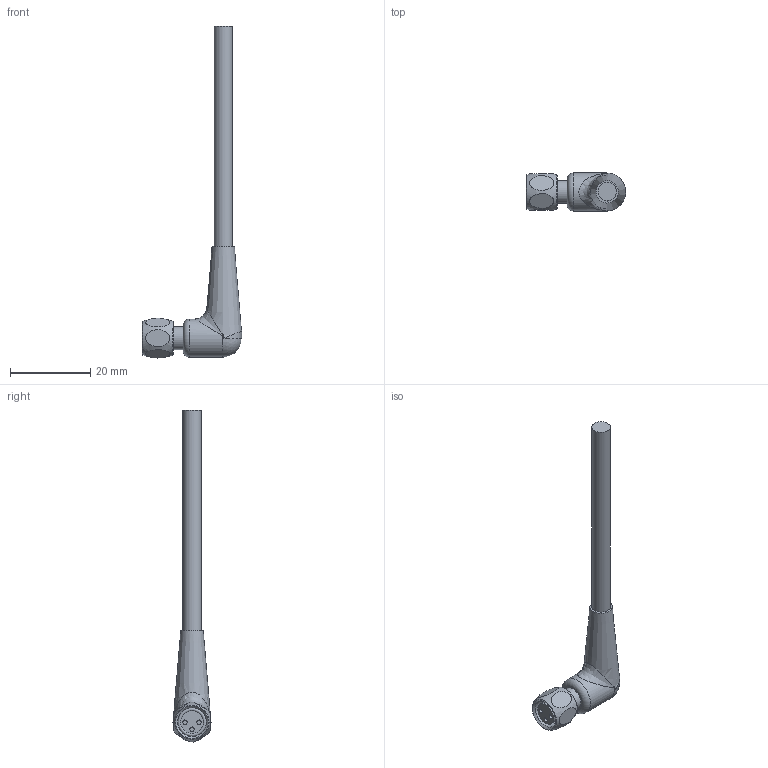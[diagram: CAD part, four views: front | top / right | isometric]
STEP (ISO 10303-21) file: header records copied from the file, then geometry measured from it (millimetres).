
FILE_DESCRIPTION(/* description */ (''),/* implementation_level */ '2;1');
FILE_NAME(/* name */ 'FB-SWKP3-m_S3930.stp',/* time_stamp */ '2014-09-24T11:43:46+02:00',/* author */ (''),/* organization */ (''),/* preprocessor_version */ 'ST-DEVELOPER v14',/* originating_system */ 'SIEMENS PLM Software NX 8.0',/* authorisation */ '');
FILE_SCHEMA (('AUTOMOTIVE_DESIGN { 1 0 10303 214 3 1 1 1 }'));
Length unit declared in the file: millimetre
Products named in the file (1): 5017598__Buchseneinsatz_part_145742
Bounding box: 24.8 x 9.5 x 82.95 mm (x, y, z)
Volume: 3114.9 mm3; surface area: 2267.5 mm2
Topology: 1 solids, 1 shells, 37 faces, 129 edges, 122 vertices
Faces by surface type: plane 16, cylinder 9, torus 5, bspline 4, cone 2, sphere 1
Full cylindrical faces by diameter (mm): 1.1 x3, 4.6 x1, 5.7 x2, 7.2 x1, 9.5 x1
Entity records: 1735 total; most frequent: CARTESIAN_POINT 541, DIRECTION 219, AXIS2_PLACEMENT_3D 102, ORIENTED_EDGE 94, PRESENTATION_STYLE_ASSIGNMENT 71, CIRCLE 68, EDGE_LOOP 65, STYLED_ITEM 56
